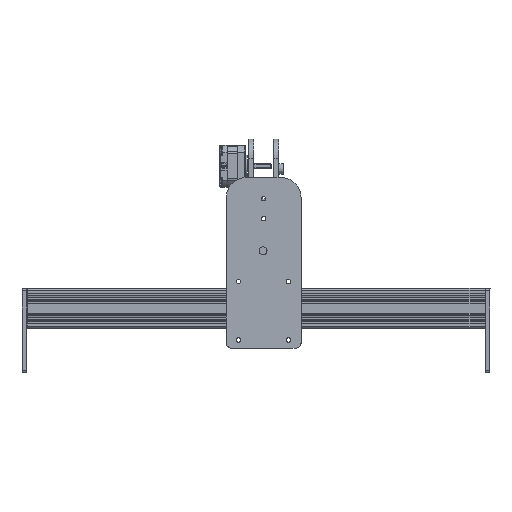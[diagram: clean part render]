
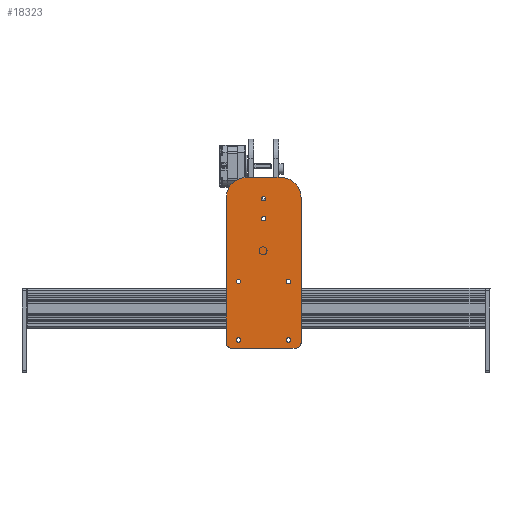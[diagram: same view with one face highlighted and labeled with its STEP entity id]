
A CAD part, left-side view. The second image highlights one B-rep face of the part: STEP entity #18323.
In plain terms, the highlighted planar face has unit normal (-1, 0, 0).
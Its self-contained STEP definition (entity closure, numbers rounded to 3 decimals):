
#1337=FACE_BOUND('',#3144,.T.);
#1338=FACE_BOUND('',#3145,.T.);
#1339=FACE_BOUND('',#3146,.T.);
#1340=FACE_BOUND('',#3147,.T.);
#1341=FACE_BOUND('',#3148,.T.);
#1342=FACE_BOUND('',#3149,.T.);
#2023=FACE_OUTER_BOUND('',#3143,.T.);
#3143=EDGE_LOOP('',(#15039,#15040,#15041,#15042,#15043,#15044,#15045,#15046));
#3144=EDGE_LOOP('',(#15047));
#3145=EDGE_LOOP('',(#15048));
#3146=EDGE_LOOP('',(#15049));
#3147=EDGE_LOOP('',(#15050));
#3148=EDGE_LOOP('',(#15051));
#3149=EDGE_LOOP('',(#15052));
#4568=LINE('',#35845,#6003);
#4573=LINE('',#35878,#6008);
#4574=LINE('',#35882,#6009);
#4575=LINE('',#35885,#6010);
#6003=VECTOR('',#24082,10.);
#6008=VECTOR('',#24115,10.);
#6009=VECTOR('',#24118,10.);
#6010=VECTOR('',#24121,10.);
#7050=CIRCLE('',#20077,20.);
#7062=CIRCLE('',#20092,20.);
#7063=CIRCLE('',#20094,5.);
#7064=CIRCLE('',#20095,5.);
#7065=CIRCLE('',#20096,2.25);
#7066=CIRCLE('',#20097,2.25);
#7067=CIRCLE('',#20098,2.25);
#7068=CIRCLE('',#20099,2.25);
#7069=CIRCLE('',#20100,2.25);
#7070=CIRCLE('',#20101,2.25);
#8448=VERTEX_POINT('',#35832);
#8449=VERTEX_POINT('',#35833);
#8453=VERTEX_POINT('',#35843);
#8466=VERTEX_POINT('',#35873);
#8467=VERTEX_POINT('',#35877);
#8468=VERTEX_POINT('',#35879);
#8469=VERTEX_POINT('',#35881);
#8470=VERTEX_POINT('',#35883);
#8471=VERTEX_POINT('',#35886);
#8472=VERTEX_POINT('',#35888);
#8473=VERTEX_POINT('',#35890);
#8474=VERTEX_POINT('',#35892);
#8475=VERTEX_POINT('',#35894);
#8476=VERTEX_POINT('',#35896);
#10744=EDGE_CURVE('',#8448,#8449,#7050,.T.);
#10750=EDGE_CURVE('',#8448,#8453,#4568,.F.);
#10764=EDGE_CURVE('',#8466,#8453,#7062,.T.);
#10766=EDGE_CURVE('',#8466,#8467,#4573,.T.);
#10767=EDGE_CURVE('',#8468,#8467,#7063,.T.);
#10768=EDGE_CURVE('',#8468,#8469,#4574,.F.);
#10769=EDGE_CURVE('',#8470,#8469,#7064,.T.);
#10770=EDGE_CURVE('',#8470,#8449,#4575,.T.);
#10771=EDGE_CURVE('',#8471,#8471,#7065,.T.);
#10772=EDGE_CURVE('',#8472,#8472,#7066,.T.);
#10773=EDGE_CURVE('',#8473,#8473,#7067,.T.);
#10774=EDGE_CURVE('',#8474,#8474,#7068,.T.);
#10775=EDGE_CURVE('',#8475,#8475,#7069,.T.);
#10776=EDGE_CURVE('',#8476,#8476,#7070,.T.);
#15039=ORIENTED_EDGE('',*,*,#10744,.F.);
#15040=ORIENTED_EDGE('',*,*,#10750,.T.);
#15041=ORIENTED_EDGE('',*,*,#10764,.F.);
#15042=ORIENTED_EDGE('',*,*,#10766,.T.);
#15043=ORIENTED_EDGE('',*,*,#10767,.F.);
#15044=ORIENTED_EDGE('',*,*,#10768,.T.);
#15045=ORIENTED_EDGE('',*,*,#10769,.F.);
#15046=ORIENTED_EDGE('',*,*,#10770,.T.);
#15047=ORIENTED_EDGE('',*,*,#10771,.T.);
#15048=ORIENTED_EDGE('',*,*,#10772,.T.);
#15049=ORIENTED_EDGE('',*,*,#10773,.T.);
#15050=ORIENTED_EDGE('',*,*,#10774,.T.);
#15051=ORIENTED_EDGE('',*,*,#10775,.T.);
#15052=ORIENTED_EDGE('',*,*,#10776,.T.);
#17518=PLANE('',#20093);
#18323=ADVANCED_FACE('',(#2023,#1337,#1338,#1339,#1340,#1341,#1342),#17518,
 .T.);
#20077=AXIS2_PLACEMENT_3D('',#35834,#24072,#24073);
#20092=AXIS2_PLACEMENT_3D('',#35874,#24110,#24111);
#20093=AXIS2_PLACEMENT_3D('',#35876,#24113,#24114);
#20094=AXIS2_PLACEMENT_3D('',#35880,#24116,#24117);
#20095=AXIS2_PLACEMENT_3D('',#35884,#24119,#24120);
#20096=AXIS2_PLACEMENT_3D('',#35887,#24122,#24123);
#20097=AXIS2_PLACEMENT_3D('',#35889,#24124,#24125);
#20098=AXIS2_PLACEMENT_3D('',#35891,#24126,#24127);
#20099=AXIS2_PLACEMENT_3D('',#35893,#24128,#24129);
#20100=AXIS2_PLACEMENT_3D('',#35895,#24130,#24131);
#20101=AXIS2_PLACEMENT_3D('',#35897,#24132,#24133);
#24072=DIRECTION('center_axis',(1.,0.,0.));
#24073=DIRECTION('ref_axis',(0.,-0.707,0.707));
#24082=DIRECTION('',(0.,-1.,0.));
#24110=DIRECTION('center_axis',(1.,0.,0.));
#24111=DIRECTION('ref_axis',(0.,0.707,0.707));
#24113=DIRECTION('center_axis',(-1.,0.,0.));
#24114=DIRECTION('ref_axis',(0.,-1.,0.));
#24115=DIRECTION('',(0.,0.,-1.));
#24116=DIRECTION('center_axis',(1.,0.,0.));
#24117=DIRECTION('ref_axis',(0.,0.707,-0.707));
#24118=DIRECTION('',(0.,1.,0.));
#24119=DIRECTION('center_axis',(1.,0.,0.));
#24120=DIRECTION('ref_axis',(0.,-0.707,-0.707));
#24121=DIRECTION('',(0.,0.,1.));
#24122=DIRECTION('center_axis',(1.,0.,0.));
#24123=DIRECTION('ref_axis',(0.,-1.,0.));
#24124=DIRECTION('center_axis',(1.,0.,0.));
#24125=DIRECTION('ref_axis',(0.,-1.,0.));
#24126=DIRECTION('center_axis',(1.,0.,0.));
#24127=DIRECTION('ref_axis',(0.,-1.,0.));
#24128=DIRECTION('center_axis',(1.,0.,0.));
#24129=DIRECTION('ref_axis',(0.,-1.,0.));
#24130=DIRECTION('center_axis',(1.,0.,0.));
#24131=DIRECTION('ref_axis',(0.,-1.,0.));
#24132=DIRECTION('center_axis',(1.,0.,0.));
#24133=DIRECTION('ref_axis',(0.,-1.,0.));
#35832=CARTESIAN_POINT('',(236.3,-145.,136.336));
#35833=CARTESIAN_POINT('',(236.3,-165.,116.336));
#35834=CARTESIAN_POINT('Origin',(236.3,-145.,116.336));
#35843=CARTESIAN_POINT('',(236.3,-110.,136.336));
#35845=CARTESIAN_POINT('',(236.3,-132.839,136.336));
#35873=CARTESIAN_POINT('',(236.3,-90.,116.336));
#35874=CARTESIAN_POINT('Origin',(236.3,-110.,116.336));
#35876=CARTESIAN_POINT('Origin',(236.3,-127.5,45.668));
#35877=CARTESIAN_POINT('',(236.3,-90.,-30.));
#35878=CARTESIAN_POINT('',(236.3,-90.,56.797));
#35879=CARTESIAN_POINT('',(236.3,-95.,-35.));
#35880=CARTESIAN_POINT('Origin',(236.3,-95.,-30.));
#35881=CARTESIAN_POINT('',(236.3,-160.,-35.));
#35882=CARTESIAN_POINT('',(236.3,-111.25,-35.));
#35883=CARTESIAN_POINT('',(236.3,-165.,-30.));
#35884=CARTESIAN_POINT('Origin',(236.3,-160.,-30.));
#35885=CARTESIAN_POINT('',(236.3,-165.,-10.));
#35886=CARTESIAN_POINT('',(236.3,-150.057,-26.875));
#35887=CARTESIAN_POINT('Origin',(236.3,-152.307,-26.875));
#35888=CARTESIAN_POINT('',(236.3,-100.028,-26.824));
#35889=CARTESIAN_POINT('Origin',(236.3,-102.278,-26.824));
#35890=CARTESIAN_POINT('',(236.3,-150.07,31.702));
#35891=CARTESIAN_POINT('Origin',(236.3,-152.32,31.702));
#35892=CARTESIAN_POINT('',(236.3,-125.269,95.008));
#35893=CARTESIAN_POINT('Origin',(236.3,-127.519,95.008));
#35894=CARTESIAN_POINT('',(236.3,-125.272,115.));
#35895=CARTESIAN_POINT('Origin',(236.3,-127.522,115.));
#35896=CARTESIAN_POINT('',(236.3,-100.027,31.857));
#35897=CARTESIAN_POINT('Origin',(236.3,-102.277,31.857));
